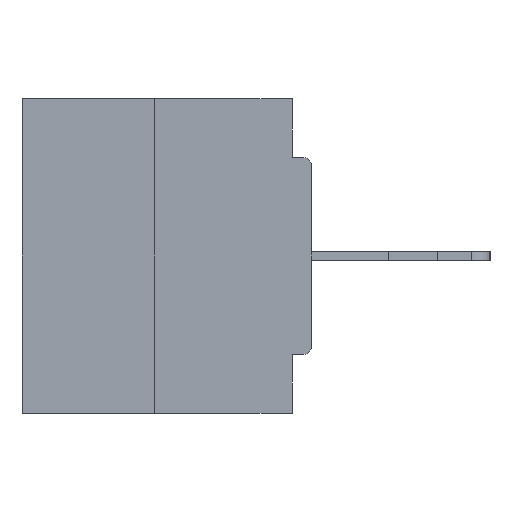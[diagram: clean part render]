
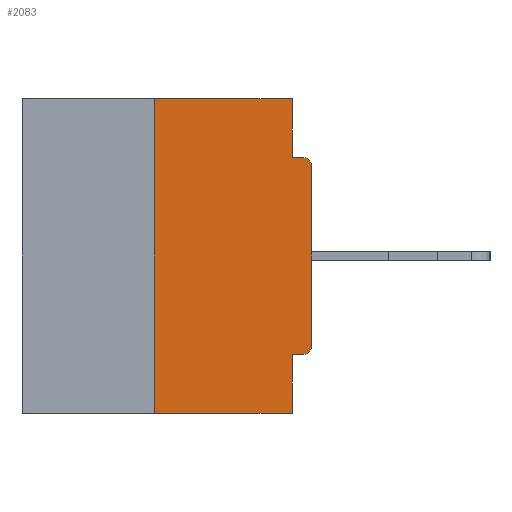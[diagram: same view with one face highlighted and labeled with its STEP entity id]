
A CAD part, left-side view. The second image highlights one B-rep face of the part: STEP entity #2083.
In plain terms, the highlighted planar face has unit normal (-1, 0, 0).
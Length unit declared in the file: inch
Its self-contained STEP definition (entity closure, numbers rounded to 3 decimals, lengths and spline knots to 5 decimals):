
#568 = VECTOR ( 'NONE', #3127, 39.37008 ) ;
#834 = VERTEX_POINT ( 'NONE', #29417 ) ;
#1461 = VECTOR ( 'NONE', #16778, 39.37008 ) ;
#1656 = ORIENTED_EDGE ( 'NONE', *, *, #15269, .F. ) ;
#2083 = ADVANCED_FACE ( 'NONE', ( #23469 ), #2304, .F. ) ;
#2226 = DIRECTION ( 'NONE',  ( 0., 0., 1. ) ) ;
#2304 = PLANE ( 'NONE',  #13096 ) ;
#2469 = CARTESIAN_POINT ( 'NONE',  ( 0., 0., -0.3915 ) ) ;
#3127 = DIRECTION ( 'NONE',  ( 0., 0., -1. ) ) ;
#3405 = VERTEX_POINT ( 'NONE', #2469 ) ;
#4246 = DIRECTION ( 'NONE',  ( -1., 0., 0. ) ) ;
#4946 = LINE ( 'NONE', #33424, #11325 ) ;
#5108 = LINE ( 'NONE', #25616, #25909 ) ;
#7298 = ORIENTED_EDGE ( 'NONE', *, *, #29925, .F. ) ;
#7576 = EDGE_CURVE ( 'NONE', #834, #13754, #29397, .T. ) ;
#8367 = ORIENTED_EDGE ( 'NONE', *, *, #12946, .T. ) ;
#8675 = VECTOR ( 'NONE', #23856, 39.37008 ) ;
#9215 = CARTESIAN_POINT ( 'NONE',  ( 0., 0.031, -0.5 ) ) ;
#9411 = CARTESIAN_POINT ( 'NONE',  ( 0., 0.031, -0.0935 ) ) ;
#9468 = CARTESIAN_POINT ( 'NONE',  ( 0., 0.031, -0.4065 ) ) ;
#9602 = LINE ( 'NONE', #22427, #1461 ) ;
#10039 = DIRECTION ( 'NONE',  ( 0., 0., 1. ) ) ;
#10483 = DIRECTION ( 'NONE',  ( 1., 0., 0. ) ) ;
#11021 = CARTESIAN_POINT ( 'NONE',  ( 0., 0.015, -0.1085 ) ) ;
#11066 = EDGE_CURVE ( 'NONE', #31630, #22213, #27012, .T. ) ;
#11296 = CIRCLE ( 'NONE', #29826, 0.015 ) ;
#11325 = VECTOR ( 'NONE', #10039, 39.37008 ) ;
#11497 = ORIENTED_EDGE ( 'NONE', *, *, #23921, .F. ) ;
#11677 = VERTEX_POINT ( 'NONE', #11771 ) ;
#11771 = CARTESIAN_POINT ( 'NONE',  ( 0., 0.015, -0.0935 ) ) ;
#12946 = EDGE_CURVE ( 'NONE', #3405, #15775, #5108, .T. ) ;
#13096 = AXIS2_PLACEMENT_3D ( 'NONE', #15446, #10483, #25856 ) ;
#13754 = VERTEX_POINT ( 'NONE', #27245 ) ;
#14097 = EDGE_CURVE ( 'NONE', #13754, #23453, #9602, .T. ) ;
#14855 = EDGE_CURVE ( 'NONE', #15775, #11677, #11296, .T. ) ;
#15269 = EDGE_CURVE ( 'NONE', #19796, #834, #4946, .T. ) ;
#15446 = CARTESIAN_POINT ( 'NONE',  ( 0., 0.46, 0. ) ) ;
#15775 = VERTEX_POINT ( 'NONE', #18353 ) ;
#16159 = DIRECTION ( 'NONE',  ( -1., 0., 0. ) ) ;
#16778 = DIRECTION ( 'NONE',  ( 0., 0., -1. ) ) ;
#16847 = ORIENTED_EDGE ( 'NONE', *, *, #7576, .F. ) ;
#17400 = LINE ( 'NONE', #23186, #28485 ) ;
#17711 = CARTESIAN_POINT ( 'NONE',  ( 0., 0.015, -0.3915 ) ) ;
#18353 = CARTESIAN_POINT ( 'NONE',  ( 0., 0., -0.1085 ) ) ;
#18520 = CARTESIAN_POINT ( 'NONE',  ( 0., 0., -0.4065 ) ) ;
#18565 = EDGE_CURVE ( 'NONE', #22966, #3405, #29528, .T. ) ;
#19267 = EDGE_CURVE ( 'NONE', #19796, #22213, #17400, .T. ) ;
#19796 = VERTEX_POINT ( 'NONE', #25047 ) ;
#20273 = AXIS2_PLACEMENT_3D ( 'NONE', #17711, #4246, #27963 ) ;
#21345 = VECTOR ( 'NONE', #28600, 39.37008 ) ;
#21716 = CARTESIAN_POINT ( 'NONE',  ( 0., 0.46, 0. ) ) ;
#21868 = ORIENTED_EDGE ( 'NONE', *, *, #14097, .F. ) ;
#22213 = VERTEX_POINT ( 'NONE', #9215 ) ;
#22427 = CARTESIAN_POINT ( 'NONE',  ( 0., 0.031, 0. ) ) ;
#22495 = ORIENTED_EDGE ( 'NONE', *, *, #11066, .F. ) ;
#22966 = VERTEX_POINT ( 'NONE', #32638 ) ;
#23186 = CARTESIAN_POINT ( 'NONE',  ( 0., 0.46, -0.5 ) ) ;
#23453 = VERTEX_POINT ( 'NONE', #9411 ) ;
#23469 = FACE_OUTER_BOUND ( 'NONE', #31975, .T. ) ;
#23491 = VECTOR ( 'NONE', #33130, 39.37008 ) ;
#23856 = DIRECTION ( 'NONE',  ( 0., -1., 0. ) ) ;
#23921 = EDGE_CURVE ( 'NONE', #22966, #31630, #28770, .T. ) ;
#25047 = CARTESIAN_POINT ( 'NONE',  ( 0., 0.25, -0.5 ) ) ;
#25616 = CARTESIAN_POINT ( 'NONE',  ( 0., 0., 0. ) ) ;
#25856 = DIRECTION ( 'NONE',  ( 0., 0., -1. ) ) ;
#25909 = VECTOR ( 'NONE', #2226, 39.37008 ) ;
#26434 = ORIENTED_EDGE ( 'NONE', *, *, #19267, .T. ) ;
#27012 = LINE ( 'NONE', #29911, #568 ) ;
#27076 = DIRECTION ( 'NONE',  ( 0., 0., -1. ) ) ;
#27245 = CARTESIAN_POINT ( 'NONE',  ( 0., 0.031, 0. ) ) ;
#27963 = DIRECTION ( 'NONE',  ( 0., 0., -1. ) ) ;
#28485 = VECTOR ( 'NONE', #33083, 39.37008 ) ;
#28600 = DIRECTION ( 'NONE',  ( 0., 1., 0. ) ) ;
#28770 = LINE ( 'NONE', #18520, #21345 ) ;
#29397 = LINE ( 'NONE', #21716, #23491 ) ;
#29417 = CARTESIAN_POINT ( 'NONE',  ( 0., 0.25, 0. ) ) ;
#29528 = CIRCLE ( 'NONE', #20273, 0.015 ) ;
#29826 = AXIS2_PLACEMENT_3D ( 'NONE', #11021, #16159, #27076 ) ;
#29911 = CARTESIAN_POINT ( 'NONE',  ( 0., 0.031, -0.5 ) ) ;
#29925 = EDGE_CURVE ( 'NONE', #23453, #11677, #31691, .T. ) ;
#31033 = CARTESIAN_POINT ( 'NONE',  ( 0., 0., -0.0935 ) ) ;
#31630 = VERTEX_POINT ( 'NONE', #9468 ) ;
#31691 = LINE ( 'NONE', #31033, #8675 ) ;
#31975 = EDGE_LOOP ( 'NONE', ( #16847, #1656, #26434, #22495, #11497, #32923, #8367, #33722, #7298, #21868 ) ) ;
#32638 = CARTESIAN_POINT ( 'NONE',  ( 0., 0.015, -0.4065 ) ) ;
#32923 = ORIENTED_EDGE ( 'NONE', *, *, #18565, .T. ) ;
#33083 = DIRECTION ( 'NONE',  ( 0., -1., 0. ) ) ;
#33130 = DIRECTION ( 'NONE',  ( 0., -1., 0. ) ) ;
#33424 = CARTESIAN_POINT ( 'NONE',  ( 0., 0.25, 0. ) ) ;
#33722 = ORIENTED_EDGE ( 'NONE', *, *, #14855, .T. ) ;
